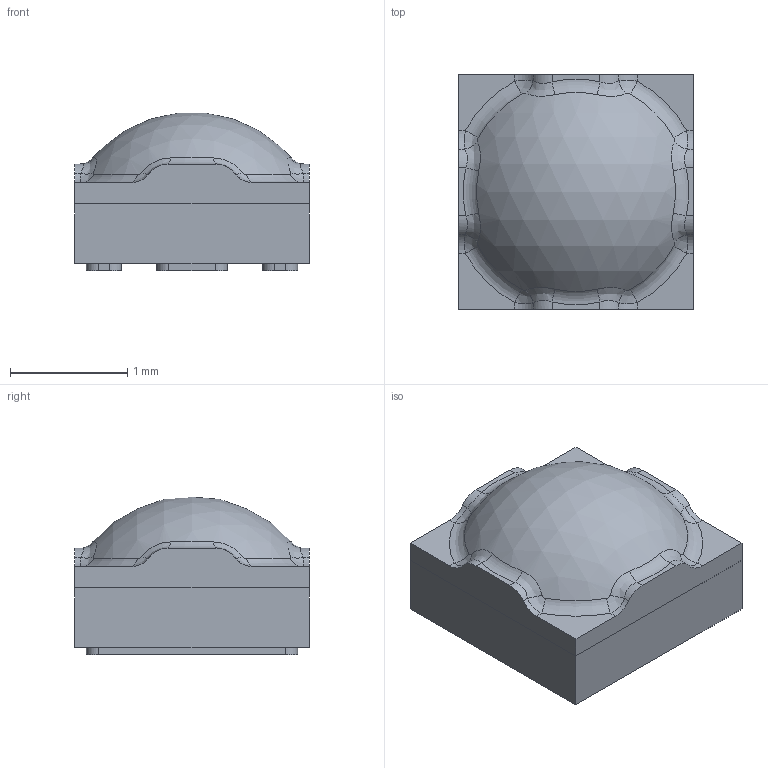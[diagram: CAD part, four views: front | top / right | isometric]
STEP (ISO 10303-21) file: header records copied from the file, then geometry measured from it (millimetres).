
FILE_DESCRIPTION(/* description */ (''),/* implementation_level */ '2;1');
FILE_NAME(/* name */ 'LUXEON_C_2020_20150108.step',/* time_stamp */ '2024-04-19T21:53:26+02:00',/* author */ (''),/* organization */ (''),/* preprocessor_version */ 'ST-DEVELOPER v20',/* originating_system */ 'Autodesk Translation Framework v12.20.1.177',/* authorisation */ '');
FILE_SCHEMA (('AUTOMOTIVE_DESIGN { 1 0 10303 214 3 1 1 }'));
Length unit declared in the file: millimetre
Products named in the file (2): LUXEON_C_2020_20150108; Component1
Assembly tree (1 placements, depth 2):
  LUXEON_C_2020_20150108
    Component1
Bounding box: 2 x 2 x 1.34 mm (x, y, z)
Volume: 4 mm3; surface area: 27.9 mm2
Topology: 5 solids, 5 shells, 92 faces, 222 edges, 140 vertices
Faces by surface type: plane 38, cylinder 29, bspline 16, torus 8, sphere 1
Entity records: 3159 total; most frequent: CARTESIAN_POINT 961, DIRECTION 454, ORIENTED_EDGE 444, EDGE_CURVE 222, AXIS2_PLACEMENT_3D 173, VERTEX_POINT 140, LINE 108, VECTOR 108
